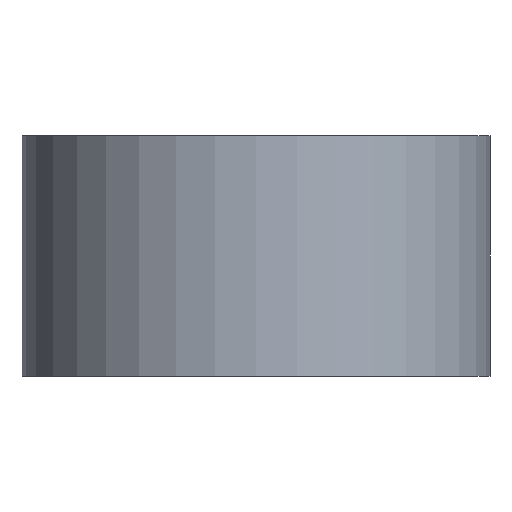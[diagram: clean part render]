
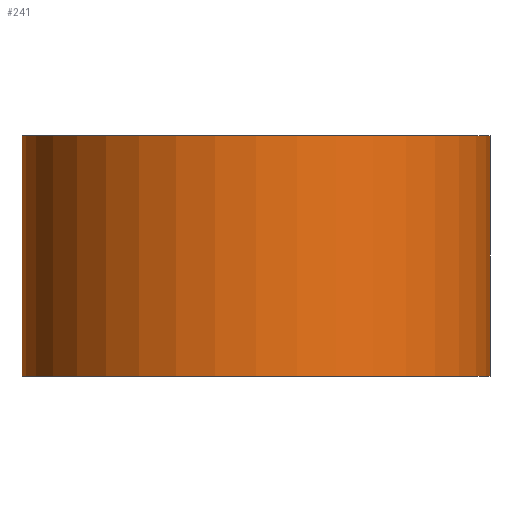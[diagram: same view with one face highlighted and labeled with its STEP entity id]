
A CAD part, front view. The second image highlights one B-rep face of the part: STEP entity #241.
In plain terms, the highlighted cylindrical face has radius 12.332 mm (diameter 24.663 mm), a partial arc.
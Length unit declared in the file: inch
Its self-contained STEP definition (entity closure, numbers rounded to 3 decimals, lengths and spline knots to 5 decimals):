
#12 = LINE ( 'NONE', #156, #39 ) ;
#39 = VECTOR ( 'NONE', #317, 39.37008 ) ;
#75 = CIRCLE ( 'NONE', #85, 0.4855 ) ;
#78 = VERTEX_POINT ( 'NONE', #261 ) ;
#85 = AXIS2_PLACEMENT_3D ( 'NONE', #201, #199, #180 ) ;
#90 = ORIENTED_EDGE ( 'NONE', *, *, #429, .F. ) ;
#106 = ORIENTED_EDGE ( 'NONE', *, *, #495, .T. ) ;
#135 = CARTESIAN_POINT ( 'NONE',  ( 0.4375, -0.8265, -0.25 ) ) ;
#137 = VECTOR ( 'NONE', #375, 39.37008 ) ;
#145 = AXIS2_PLACEMENT_3D ( 'NONE', #402, #405, #398 ) ;
#156 = CARTESIAN_POINT ( 'NONE',  ( 0.4375, -0.8265, 0.25 ) ) ;
#180 = DIRECTION ( 'NONE',  ( 1., 0., 0. ) ) ;
#189 = CYLINDRICAL_SURFACE ( 'NONE', #145, 0.4855 ) ;
#199 = DIRECTION ( 'NONE',  ( 0., 0., -1. ) ) ;
#201 = CARTESIAN_POINT ( 'NONE',  ( 0.4375, -1.312, 0.25 ) ) ;
#241 = ADVANCED_FACE ( 'NONE', ( #493 ), #189, .T. ) ;
#243 = CARTESIAN_POINT ( 'NONE',  ( 0.4375, -1.312, -0.25 ) ) ;
#244 = CARTESIAN_POINT ( 'NONE',  ( -0.048, -1.312, 0.25 ) ) ;
#261 = CARTESIAN_POINT ( 'NONE',  ( 0.4375, -0.8265, 0.25 ) ) ;
#269 = EDGE_CURVE ( 'NONE', #78, #406, #75, .T. ) ;
#270 = EDGE_LOOP ( 'NONE', ( #90, #417, #555, #106 ) ) ;
#280 = DIRECTION ( 'NONE',  ( 1., 0., 0. ) ) ;
#317 = DIRECTION ( 'NONE',  ( 0., 0., -1. ) ) ;
#321 = EDGE_CURVE ( 'NONE', #78, #478, #12, .T. ) ;
#336 = CARTESIAN_POINT ( 'NONE',  ( -0.048, -1.312, 0.25 ) ) ;
#343 = CIRCLE ( 'NONE', #506, 0.4855 ) ;
#375 = DIRECTION ( 'NONE',  ( 0., 0., -1. ) ) ;
#398 = DIRECTION ( 'NONE',  ( -1., 0., 0. ) ) ;
#402 = CARTESIAN_POINT ( 'NONE',  ( 0.4375, -1.312, 0.25 ) ) ;
#405 = DIRECTION ( 'NONE',  ( 0., 0., -1. ) ) ;
#406 = VERTEX_POINT ( 'NONE', #336 ) ;
#412 = CARTESIAN_POINT ( 'NONE',  ( -0.048, -1.312, -0.25 ) ) ;
#417 = ORIENTED_EDGE ( 'NONE', *, *, #321, .F. ) ;
#419 = LINE ( 'NONE', #244, #137 ) ;
#429 = EDGE_CURVE ( 'NONE', #478, #436, #343, .T. ) ;
#436 = VERTEX_POINT ( 'NONE', #412 ) ;
#478 = VERTEX_POINT ( 'NONE', #135 ) ;
#493 = FACE_OUTER_BOUND ( 'NONE', #270, .T. ) ;
#495 = EDGE_CURVE ( 'NONE', #406, #436, #419, .T. ) ;
#506 = AXIS2_PLACEMENT_3D ( 'NONE', #243, #521, #280 ) ;
#521 = DIRECTION ( 'NONE',  ( 0., 0., -1. ) ) ;
#555 = ORIENTED_EDGE ( 'NONE', *, *, #269, .T. ) ;
